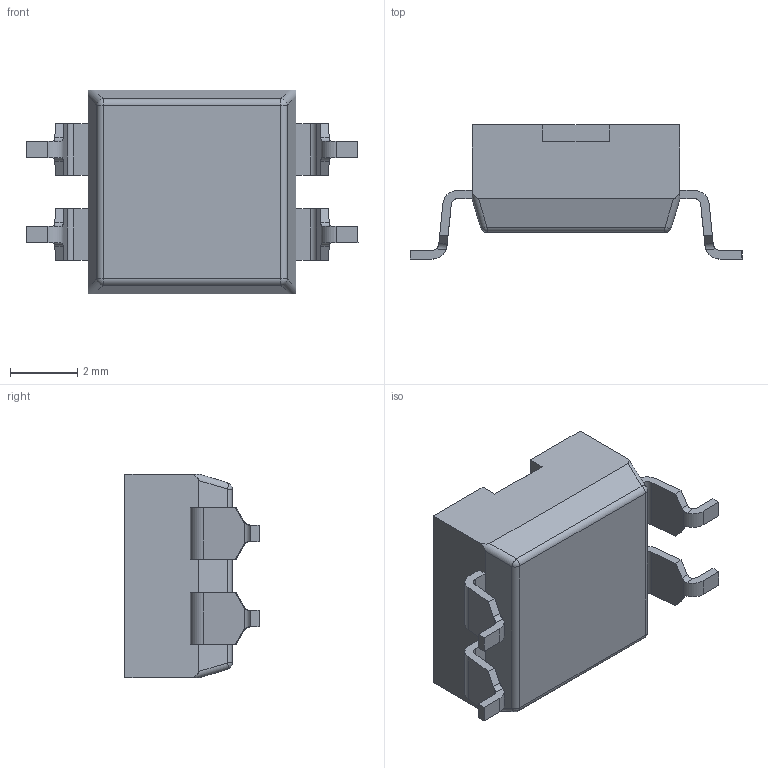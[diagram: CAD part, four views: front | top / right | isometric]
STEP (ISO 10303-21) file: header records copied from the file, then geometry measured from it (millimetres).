
FILE_DESCRIPTION (( 'STEP AP214' ), '1' );
FILE_NAME ('CUI_DEVICES_DS04-254-2-02BK-SMT-TR.step', '2020-11-07T05:41:50', ( '' ), ( '' ), 'SwSTEP 2.0', 'SolidWorks 2020', '' );
FILE_SCHEMA (( 'AUTOMOTIVE_DESIGN' ));
Length unit declared in the file: inch
Products named in the file (1): CUI_DEVICES_DS04-254-2-02BK-SMT-TR
Bounding box: 9.9 x 4 x 6.08 mm (x, y, z)
Volume: 116.5 mm3; surface area: 212.9 mm2
Topology: 7 solids, 7 shells, 205 faces, 550 edges, 357 vertices
Faces by surface type: plane 144, cylinder 57, sphere 4
Entity records: 7684 total; most frequent: CARTESIAN_POINT 1248, ORIENTED_EDGE 1092, DIRECTION 1038, EDGE_CURVE 546, VECTOR 410, LINE 410, VERTEX_POINT 357, AXIS2_PLACEMENT_3D 314
